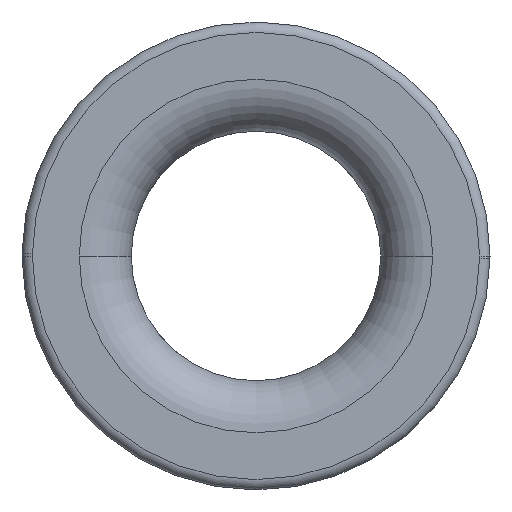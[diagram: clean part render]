
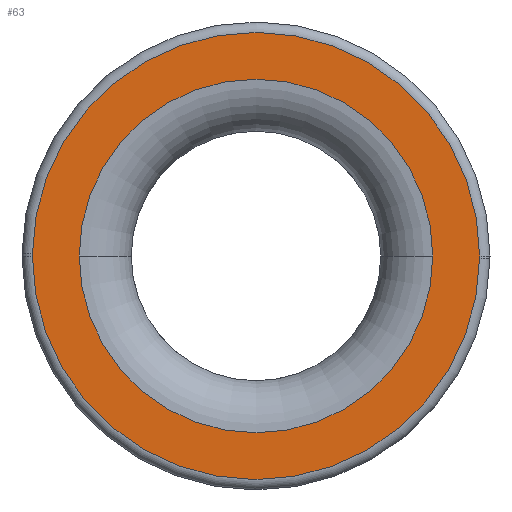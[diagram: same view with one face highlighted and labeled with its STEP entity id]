
A CAD part, left-side view. The second image highlights one B-rep face of the part: STEP entity #63.
In plain terms, the highlighted planar face has unit normal (-1, 0, 0).
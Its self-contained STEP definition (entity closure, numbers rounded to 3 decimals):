
#63=ADVANCED_FACE('',(#104,#105),#106,.T.);
#104=FACE_OUTER_BOUND('',#150,.T.);
#105=FACE_BOUND('',#151,.T.);
#106=PLANE('',#152);
#150=EDGE_LOOP('',(#284,#285,#286,#287));
#151=EDGE_LOOP('',(#288,#289));
#152=AXIS2_PLACEMENT_3D('',#290,#291,#292);
#284=ORIENTED_EDGE('',*,*,#339,.T.);
#285=ORIENTED_EDGE('',*,*,#361,.T.);
#286=ORIENTED_EDGE('',*,*,#336,.T.);
#287=ORIENTED_EDGE('',*,*,#362,.T.);
#288=ORIENTED_EDGE('',*,*,#363,.F.);
#289=ORIENTED_EDGE('',*,*,#364,.T.);
#290=CARTESIAN_POINT('',(-11.5,0.0,0.0));
#291=DIRECTION('',(-1.0,0.0,0.0));
#292=DIRECTION('',(0.0,0.0,1.0));
#336=EDGE_CURVE('',#393,#391,#394,.T.);
#339=EDGE_CURVE('',#398,#396,#399,.T.);
#361=EDGE_CURVE('',#396,#393,#433,.T.);
#362=EDGE_CURVE('',#391,#398,#434,.T.);
#363=EDGE_CURVE('',#435,#436,#437,.T.);
#364=EDGE_CURVE('',#435,#436,#438,.T.);
#391=VERTEX_POINT('',#467);
#393=VERTEX_POINT('',#469);
#394=CIRCLE('',#470,2.15);
#396=VERTEX_POINT('',#472);
#398=VERTEX_POINT('',#474);
#399=CIRCLE('',#475,2.15);
#433=CIRCLE('',#511,2.15);
#434=CIRCLE('',#512,2.15);
#435=VERTEX_POINT('',#513);
#436=VERTEX_POINT('',#514);
#437=CIRCLE('',#515,1.7);
#438=CIRCLE('',#516,1.7);
#467=CARTESIAN_POINT('',(-11.5,-2.15,-0.02));
#469=CARTESIAN_POINT('',(-11.5,2.15,0.0));
#470=AXIS2_PLACEMENT_3D('',#566,#567,#568);
#472=CARTESIAN_POINT('',(-11.5,2.15,0.02));
#474=CARTESIAN_POINT('',(-11.5,-2.15,0.0));
#475=AXIS2_PLACEMENT_3D('',#575,#576,#577);
#511=AXIS2_PLACEMENT_3D('',#637,#638,#639);
#512=AXIS2_PLACEMENT_3D('',#640,#641,#642);
#513=CARTESIAN_POINT('',(-11.5,1.7,0.0));
#514=CARTESIAN_POINT('',(-11.5,-1.7,0.0));
#515=AXIS2_PLACEMENT_3D('',#643,#644,#645);
#516=AXIS2_PLACEMENT_3D('',#646,#647,#648);
#566=CARTESIAN_POINT('',(-11.5,0.0,0.0));
#567=DIRECTION('',(-1.0,0.0,0.0));
#568=DIRECTION('',(0.0,1.0,0.0));
#575=CARTESIAN_POINT('',(-11.5,0.0,0.0));
#576=DIRECTION('',(-1.0,0.0,0.0));
#577=DIRECTION('',(0.0,-1.0,0.0));
#637=CARTESIAN_POINT('',(-11.5,0.0,0.0));
#638=DIRECTION('',(-1.0,0.0,0.0));
#639=DIRECTION('',(0.0,-1.0,0.0));
#640=CARTESIAN_POINT('',(-11.5,0.0,0.0));
#641=DIRECTION('',(-1.0,0.0,0.0));
#642=DIRECTION('',(0.0,1.0,0.0));
#643=CARTESIAN_POINT('',(-11.5,0.0,0.0));
#644=DIRECTION('',(-1.0,0.0,0.0));
#645=DIRECTION('',(0.0,1.0,0.0));
#646=CARTESIAN_POINT('',(-11.5,0.0,0.0));
#647=DIRECTION('',(1.0,0.0,0.0));
#648=DIRECTION('',(0.0,1.0,0.0));
